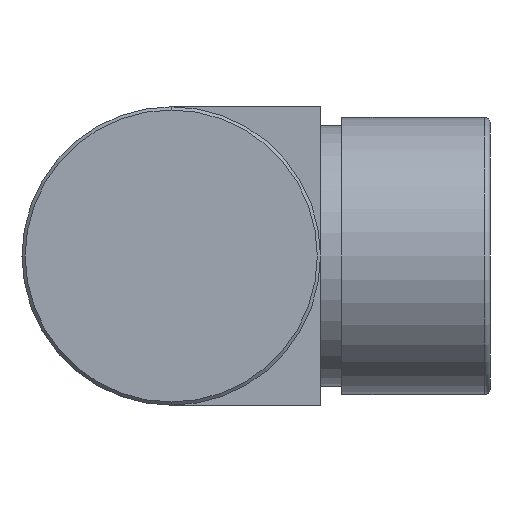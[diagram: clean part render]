
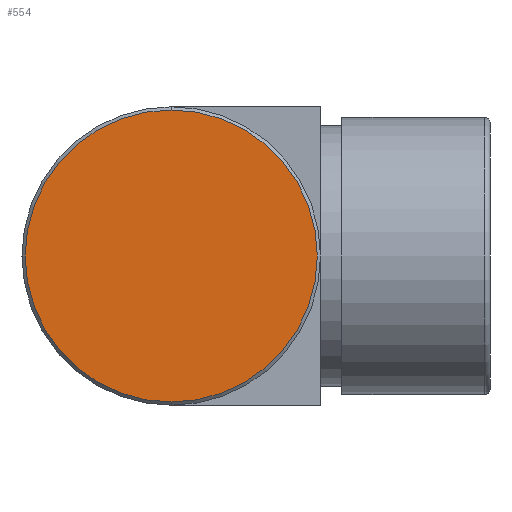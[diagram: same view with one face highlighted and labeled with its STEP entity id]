
A CAD part, left-side view. The second image highlights one B-rep face of the part: STEP entity #554.
In plain terms, the highlighted planar face has unit normal (-1, 0, 0).
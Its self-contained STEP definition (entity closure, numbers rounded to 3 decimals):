
#29 = DIRECTION ( 'NONE',  ( 0., 0., 1. ) ) ;
#60 = CIRCLE ( 'NONE', #73, 13.7 ) ;
#61 = ORIENTED_EDGE ( 'NONE', *, *, #1009, .T. ) ;
#73 = AXIS2_PLACEMENT_3D ( 'NONE', #580, #203, #313 ) ;
#113 = DIRECTION ( 'NONE',  ( -1., 0., 0. ) ) ;
#203 = DIRECTION ( 'NONE',  ( -1., 0., 0. ) ) ;
#226 = CARTESIAN_POINT ( 'NONE',  ( 0., 0., 0. ) ) ;
#313 = DIRECTION ( 'NONE',  ( 0., 0., 1. ) ) ;
#325 = DIRECTION ( 'NONE',  ( 1., 0., 0. ) ) ;
#341 = FACE_OUTER_BOUND ( 'NONE', #693, .T. ) ;
#392 = CARTESIAN_POINT ( 'NONE',  ( 0., 0., 0. ) ) ;
#413 = CARTESIAN_POINT ( 'NONE',  ( 0., 0., -13.7 ) ) ;
#506 = PLANE ( 'NONE',  #993 ) ;
#535 = CIRCLE ( 'NONE', #612, 13.7 ) ;
#554 = ADVANCED_FACE ( 'NONE', ( #341 ), #506, .F. ) ;
#580 = CARTESIAN_POINT ( 'NONE',  ( 0., 0., 0. ) ) ;
#612 = AXIS2_PLACEMENT_3D ( 'NONE', #392, #113, #29 ) ;
#693 = EDGE_LOOP ( 'NONE', ( #987, #61 ) ) ;
#893 = DIRECTION ( 'NONE',  ( 0., 0., -1. ) ) ;
#987 = ORIENTED_EDGE ( 'NONE', *, *, #1001, .T. ) ;
#993 = AXIS2_PLACEMENT_3D ( 'NONE', #226, #325, #893 ) ;
#1001 = EDGE_CURVE ( 'NONE', #1195, #1017, #535, .T. ) ;
#1009 = EDGE_CURVE ( 'NONE', #1017, #1195, #60, .T. ) ;
#1017 = VERTEX_POINT ( 'NONE', #1162 ) ;
#1162 = CARTESIAN_POINT ( 'NONE',  ( 0., 0., 13.7 ) ) ;
#1195 = VERTEX_POINT ( 'NONE', #413 ) ;
